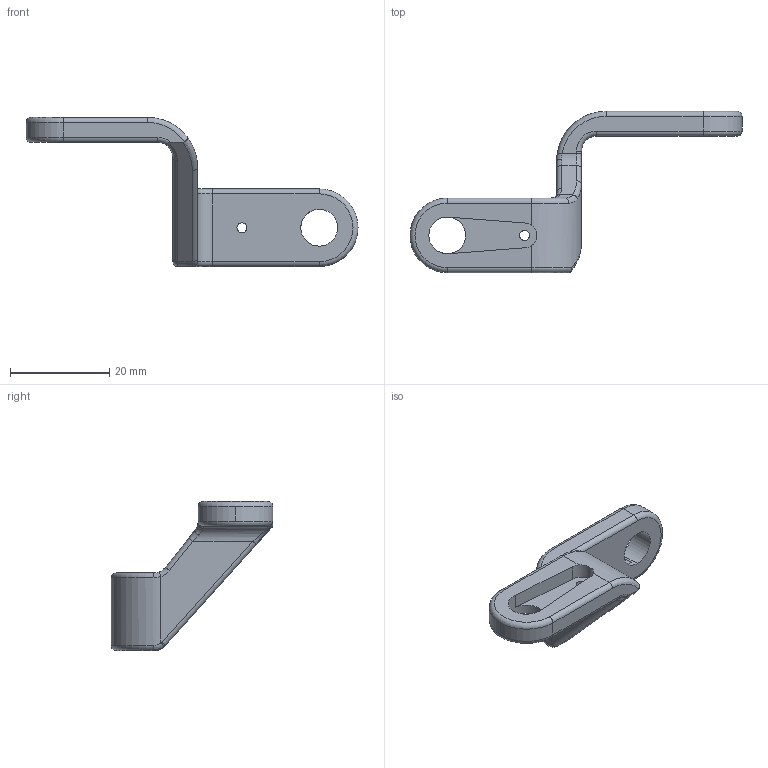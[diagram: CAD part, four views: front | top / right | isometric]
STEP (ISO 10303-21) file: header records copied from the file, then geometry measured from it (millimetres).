
FILE_DESCRIPTION (( 'STEP AP214' ), '1' );
FILE_NAME ('ãîëåíü.STEP', '2025-09-12T21:04:53', ( '' ), ( '' ), 'SwSTEP 2.0', 'SolidWorks 2024', '' );
FILE_SCHEMA (( 'AUTOMOTIVE_DESIGN' ));
Length unit declared in the file: millimetre
Products named in the file (1): голень
Bounding box: 66.81 x 32.5 x 30 mm (x, y, z)
Volume: 5152.9 mm3; surface area: 3661.1 mm2
Topology: 1 solids, 1 shells, 79 faces, 197 edges, 119 vertices
Faces by surface type: cylinder 35, plane 18, torus 16, bspline 10
Entity records: 2595 total; most frequent: CARTESIAN_POINT 697, DIRECTION 410, ORIENTED_EDGE 394, EDGE_CURVE 197, AXIS2_PLACEMENT_3D 168, VERTEX_POINT 119, CIRCLE 98, EDGE_LOOP 86
